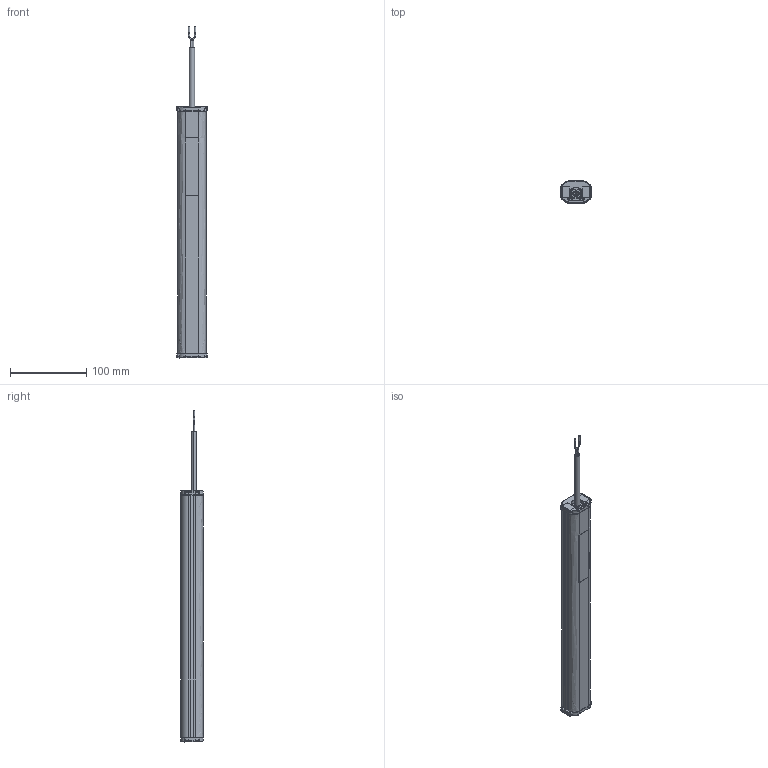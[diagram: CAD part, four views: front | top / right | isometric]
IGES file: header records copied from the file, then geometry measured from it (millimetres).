
Start section: SolidWorks IGES file using analytic representation for surfaces
Global section: file name: LF2B-C&P-[A][B]THWW2-1M_rev0.0.IGS; native system: SolidWorks 2019; preprocessor: SolidWorks 2019; author: 1003643; date: 211213.110844; units: millimetre
Bounding box: 40 x 29.07 x 435.6 mm (x, y, z)
Surface area: 44727.9 mm2 (no closed solid volume)
Topology: 0 solids, 0 shells, 497 faces, 4465 edges, 4441 vertices
Faces by surface type: bspline 310, revolution 187
